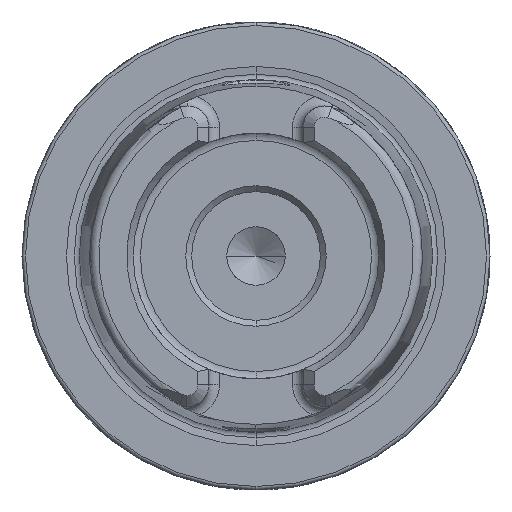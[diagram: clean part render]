
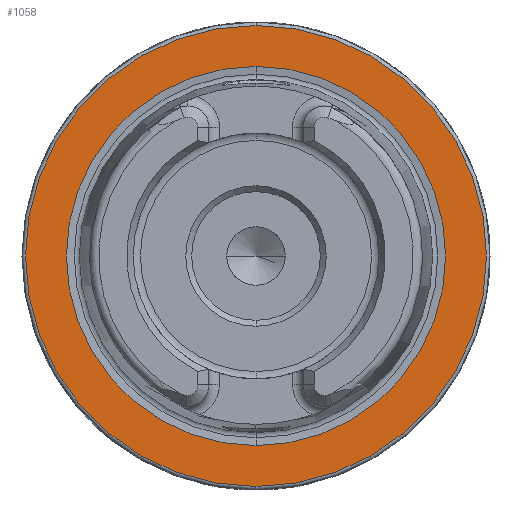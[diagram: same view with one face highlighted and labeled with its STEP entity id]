
A CAD part, left-side view. The second image highlights one B-rep face of the part: STEP entity #1058.
In plain terms, the highlighted planar face has unit normal (-1, 0, 0).
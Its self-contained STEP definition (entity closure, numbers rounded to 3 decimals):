
#1058 = ADVANCED_FACE ( 'NONE', ( #10528, #10965 ), #6589, .F. ) ;
#1413 = CARTESIAN_POINT ( 'NONE',  ( 0., 0., -16.207 ) ) ;
#1717 = CARTESIAN_POINT ( 'NONE',  ( 0., 0., 19.7 ) ) ;
#1766 = CARTESIAN_POINT ( 'NONE',  ( 0., 0., 16.207 ) ) ;
#1882 = CARTESIAN_POINT ( 'NONE',  ( 0., 0., -19.7 ) ) ;
#2389 = VERTEX_POINT ( 'NONE', #1413 ) ;
#2428 = EDGE_LOOP ( 'NONE', ( #7431, #6753 ) ) ;
#2681 = EDGE_LOOP ( 'NONE', ( #6840, #6864 ) ) ;
#2823 = VERTEX_POINT ( 'NONE', #1717 ) ;
#2825 = VERTEX_POINT ( 'NONE', #1766 ) ;
#2834 = VERTEX_POINT ( 'NONE', #1882 ) ;
#3343 = DIRECTION ( 'NONE',  ( -1., 0., 0. ) ) ;
#3514 = CARTESIAN_POINT ( 'NONE',  ( 0., 0., 0. ) ) ;
#3519 = DIRECTION ( 'NONE',  ( -1., 0., 0. ) ) ;
#3521 = DIRECTION ( 'NONE',  ( 0., 0., 1. ) ) ;
#3676 = CARTESIAN_POINT ( 'NONE',  ( 0., 0., 0. ) ) ;
#3677 = DIRECTION ( 'NONE',  ( 0., 0., 1. ) ) ;
#4387 = CIRCLE ( 'NONE', #9571, 19.7 ) ;
#4475 = CIRCLE ( 'NONE', #9573, 16.207 ) ;
#4994 = EDGE_CURVE ( 'NONE', #2834, #2823, #4387, .T. ) ;
#4995 = EDGE_CURVE ( 'NONE', #2825, #2389, #4475, .T. ) ;
#5453 = EDGE_CURVE ( 'NONE', #2823, #2834, #10283, .T. ) ;
#5458 = EDGE_CURVE ( 'NONE', #2389, #2825, #10252, .T. ) ;
#6589 = PLANE ( 'NONE',  #9817 ) ;
#6590 = CARTESIAN_POINT ( 'NONE',  ( 0., 19.7, 0. ) ) ;
#6595 = DIRECTION ( 'NONE',  ( 1., 0., 0. ) ) ;
#6596 = DIRECTION ( 'NONE',  ( 0., 0., -1. ) ) ;
#6753 = ORIENTED_EDGE ( 'NONE', *, *, #5458, .F. ) ;
#6840 = ORIENTED_EDGE ( 'NONE', *, *, #5453, .T. ) ;
#6864 = ORIENTED_EDGE ( 'NONE', *, *, #4994, .T. ) ;
#7431 = ORIENTED_EDGE ( 'NONE', *, *, #4995, .F. ) ;
#7910 = CARTESIAN_POINT ( 'NONE',  ( 0., 0., 0. ) ) ;
#7911 = DIRECTION ( 'NONE',  ( -1., 0., 0. ) ) ;
#7912 = DIRECTION ( 'NONE',  ( 0., 0., 1. ) ) ;
#7913 = CARTESIAN_POINT ( 'NONE',  ( 0., 0., 0. ) ) ;
#7914 = DIRECTION ( 'NONE',  ( -1., 0., 0. ) ) ;
#7915 = DIRECTION ( 'NONE',  ( 0., 0., 1. ) ) ;
#9176 = AXIS2_PLACEMENT_3D ( 'NONE', #3514, #3519, #3521 ) ;
#9180 = AXIS2_PLACEMENT_3D ( 'NONE', #3676, #3343, #3677 ) ;
#9571 = AXIS2_PLACEMENT_3D ( 'NONE', #7910, #7911, #7912 ) ;
#9573 = AXIS2_PLACEMENT_3D ( 'NONE', #7913, #7914, #7915 ) ;
#9817 = AXIS2_PLACEMENT_3D ( 'NONE', #6590, #6595, #6596 ) ;
#10252 = CIRCLE ( 'NONE', #9180, 16.207 ) ;
#10283 = CIRCLE ( 'NONE', #9176, 19.7 ) ;
#10528 = FACE_BOUND ( 'NONE', #2428, .T. ) ;
#10965 = FACE_OUTER_BOUND ( 'NONE', #2681, .T. ) ;
